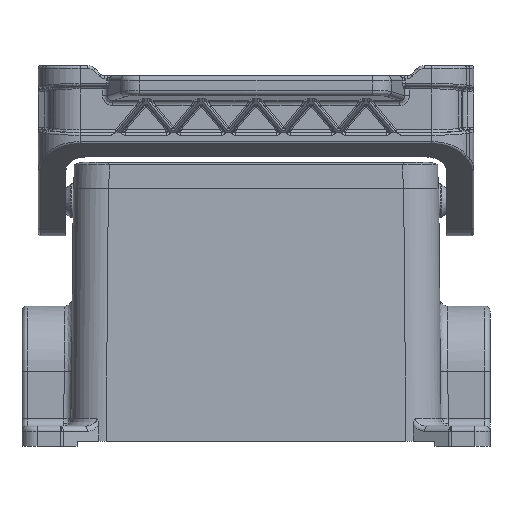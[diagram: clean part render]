
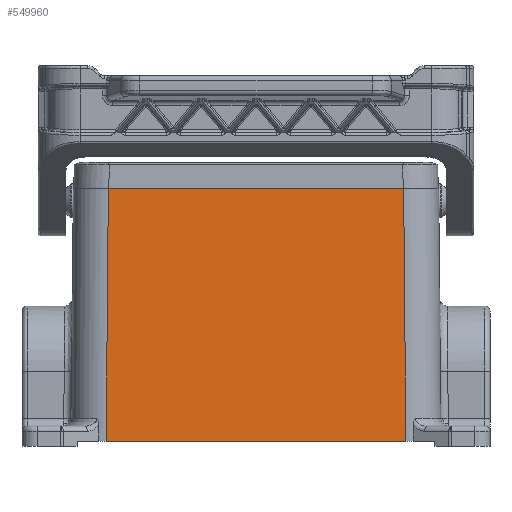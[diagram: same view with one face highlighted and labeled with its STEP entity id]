
A CAD part, front view. The second image highlights one B-rep face of the part: STEP entity #549960.
In plain terms, the highlighted face is planar.
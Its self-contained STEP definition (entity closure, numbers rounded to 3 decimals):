
#43710=CARTESIAN_POINT('',(63.325,69.408,
0.));
#43720=VERTEX_POINT('',#43710);
#43750=CARTESIAN_POINT('',(63.325,0.,0.));
#43760=DIRECTION('',(0.,-1.,0.));
#43770=VECTOR('',#43760,1.);
#43780=LINE('',#43750,#43770);
#43790=CARTESIAN_POINT('',(63.325,10.407,0.
));
#43800=VERTEX_POINT('',#43790);
#43810=EDGE_CURVE('',#43720,#43800,#43780,.T.);
#549660=CARTESIAN_POINT('',(63.325,3.407,0.));
#549670=DIRECTION('',(1.,0.,0.009));
#549680=DIRECTION('',(0.,-1.,0.));
#549690=AXIS2_PLACEMENT_3D('',#549660,#549670,#549680);
#549700=PLANE('',#549690);
#549710=CARTESIAN_POINT('',(63.324,69.407,
0.061));
#549720=DIRECTION('',(-0.009,-0.009,
1.));
#549730=VECTOR('',#549720,1.);
#549740=LINE('',#549710,#549730);
#549750=CARTESIAN_POINT('',(63.766,69.848,-50.5));
#549760=VERTEX_POINT('',#549750);
#549770=EDGE_CURVE('',#549760,#43720,#549740,.T.);
#549780=ORIENTED_EDGE('',*,*,#549770,.T.);
#549790=CARTESIAN_POINT('',(63.766,0.,-50.5));
#549800=DIRECTION('',(0.,-1.,0.));
#549810=VECTOR('',#549800,1.);
#549820=LINE('',#549790,#549810);
#549830=CARTESIAN_POINT('',(63.766,9.966,-50.5));
#549840=VERTEX_POINT('',#549830);
#549850=EDGE_CURVE('',#549760,#549840,#549820,.T.);
#549860=ORIENTED_EDGE('',*,*,#549850,.F.);
#549870=CARTESIAN_POINT('',(63.324,10.408,
0.061));
#549880=DIRECTION('',(-0.009,0.009,
1.));
#549890=VECTOR('',#549880,1.);
#549900=LINE('',#549870,#549890);
#549910=EDGE_CURVE('',#549840,#43800,#549900,.T.);
#549920=ORIENTED_EDGE('',*,*,#549910,.F.);
#549930=ORIENTED_EDGE('',*,*,#43810,.T.);
#549940=EDGE_LOOP('',(#549930,#549920,#549860,#549780));
#549950=FACE_OUTER_BOUND('',#549940,.T.);
#549960=ADVANCED_FACE('',(#549950),#549700,.T.);
